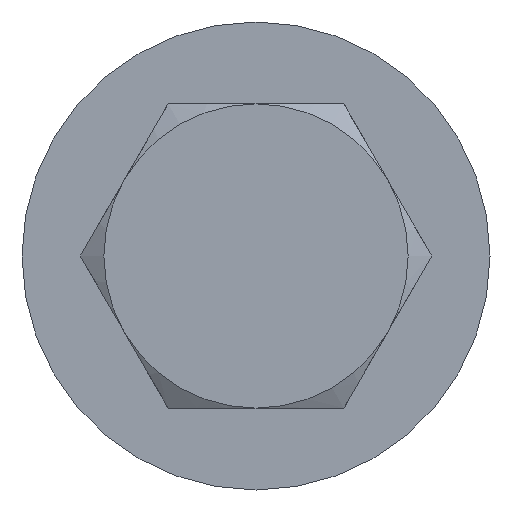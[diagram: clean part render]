
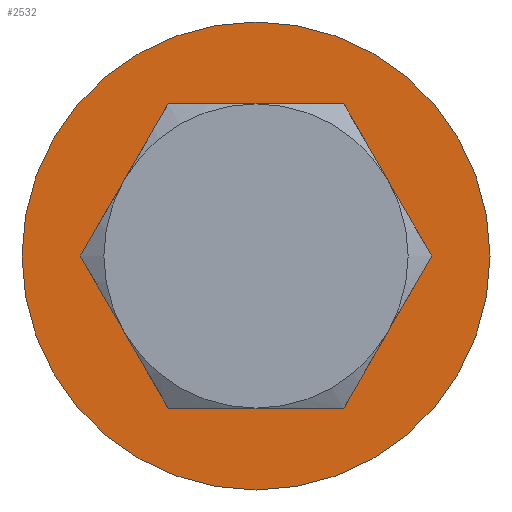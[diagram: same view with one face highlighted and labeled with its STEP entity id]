
A CAD part, left-side view. The second image highlights one B-rep face of the part: STEP entity #2532.
In plain terms, the highlighted planar face has unit normal (-1, 0, 0).
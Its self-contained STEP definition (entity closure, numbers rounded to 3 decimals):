
#32 = CARTESIAN_POINT ( 'NONE',  ( -2., 0., 0. ) ) ;
#38 = DIRECTION ( 'NONE',  ( -1., 0., 0. ) ) ;
#45 = AXIS2_PLACEMENT_3D ( 'NONE', #32, #38, #1666 ) ;
#117 = CARTESIAN_POINT ( 'NONE',  ( -2., 0., 0. ) ) ;
#181 = DIRECTION ( 'NONE',  ( -1., 0., 0. ) ) ;
#202 = CIRCLE ( 'NONE', #1106, 10. ) ;
#217 = ORIENTED_EDGE ( 'NONE', *, *, #447, .T. ) ;
#273 = EDGE_LOOP ( 'NONE', ( #217, #3065 ) ) ;
#280 = AXIS2_PLACEMENT_3D ( 'NONE', #1487, #181, #1728 ) ;
#437 = FACE_BOUND ( 'NONE', #3251, .T. ) ;
#447 = EDGE_CURVE ( 'NONE', #1942, #2447, #2538, .T. ) ;
#475 = ORIENTED_EDGE ( 'NONE', *, *, #2488, .F. ) ;
#543 = EDGE_CURVE ( 'NONE', #1146, #2181, #1553, .T. ) ;
#699 = FACE_OUTER_BOUND ( 'NONE', #273, .T. ) ;
#818 = DIRECTION ( 'NONE',  ( -1., 0., 0. ) ) ;
#870 = PLANE ( 'NONE',  #1187 ) ;
#1062 = CARTESIAN_POINT ( 'NONE',  ( -2., 0., 0. ) ) ;
#1106 = AXIS2_PLACEMENT_3D ( 'NONE', #117, #1684, #2191 ) ;
#1146 = VERTEX_POINT ( 'NONE', #1558 ) ;
#1187 = AXIS2_PLACEMENT_3D ( 'NONE', #3041, #2804, #1965 ) ;
#1207 = CARTESIAN_POINT ( 'NONE',  ( -2., 0., 10. ) ) ;
#1409 = CARTESIAN_POINT ( 'NONE',  ( -2., 0., -10. ) ) ;
#1487 = CARTESIAN_POINT ( 'NONE',  ( -2., 0., 0. ) ) ;
#1553 = CIRCLE ( 'NONE', #45, 4.2 ) ;
#1558 = CARTESIAN_POINT ( 'NONE',  ( -2., 0., -4.2 ) ) ;
#1625 = AXIS2_PLACEMENT_3D ( 'NONE', #1062, #818, #2732 ) ;
#1666 = DIRECTION ( 'NONE',  ( 0., 0., -1. ) ) ;
#1684 = DIRECTION ( 'NONE',  ( -1., 0., 0. ) ) ;
#1728 = DIRECTION ( 'NONE',  ( 0., 0., -1. ) ) ;
#1942 = VERTEX_POINT ( 'NONE', #1409 ) ;
#1964 = EDGE_CURVE ( 'NONE', #2447, #1942, #202, .T. ) ;
#1965 = DIRECTION ( 'NONE',  ( 0., 0., -1. ) ) ;
#2034 = ORIENTED_EDGE ( 'NONE', *, *, #543, .F. ) ;
#2181 = VERTEX_POINT ( 'NONE', #3082 ) ;
#2191 = DIRECTION ( 'NONE',  ( 0., 0., -1. ) ) ;
#2251 = CIRCLE ( 'NONE', #280, 4.2 ) ;
#2447 = VERTEX_POINT ( 'NONE', #1207 ) ;
#2488 = EDGE_CURVE ( 'NONE', #2181, #1146, #2251, .T. ) ;
#2532 = ADVANCED_FACE ( 'NONE', ( #699, #437 ), #870, .T. ) ;
#2538 = CIRCLE ( 'NONE', #1625, 10. ) ;
#2732 = DIRECTION ( 'NONE',  ( 0., 0., -1. ) ) ;
#2804 = DIRECTION ( 'NONE',  ( -1., 0., 0. ) ) ;
#3041 = CARTESIAN_POINT ( 'NONE',  ( -2., -4.2, 0. ) ) ;
#3065 = ORIENTED_EDGE ( 'NONE', *, *, #1964, .T. ) ;
#3082 = CARTESIAN_POINT ( 'NONE',  ( -2., 0., 4.2 ) ) ;
#3251 = EDGE_LOOP ( 'NONE', ( #475, #2034 ) ) ;
